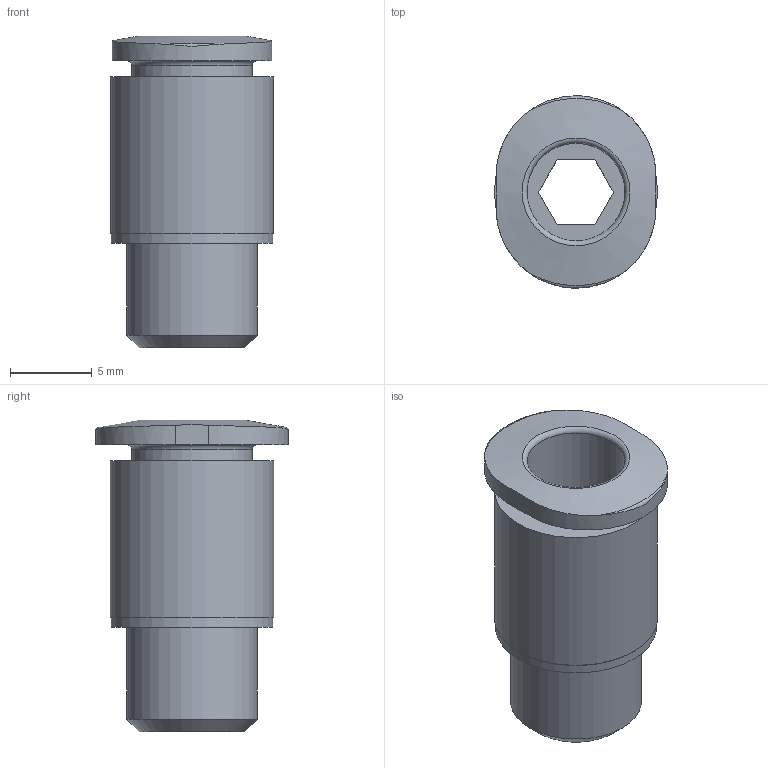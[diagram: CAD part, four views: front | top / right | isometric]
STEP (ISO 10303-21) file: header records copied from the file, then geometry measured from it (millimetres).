
FILE_DESCRIPTION(/* description */ ('STEP AP214'),/* implementation_level */ '2;1');
FILE_NAME(/* name */ '154434_QSMP-M8X1_25-6',/* time_stamp */ '2024-09-14T13:36:13+02:00',/* author */ ('License CC BY-ND 4.0'),/* organization */ ('CADENAS'),/* preprocessor_version */ 'ST-DEVELOPER v19.3',/* originating_system */ 'PARTsolutions',/* authorisation */ ' ');
FILE_SCHEMA (('AUTOMOTIVE_DESIGN {1 0 10303 214 3 1 1}'));
Length unit declared in the file: millimetre
Products named in the file (1): 154434 QSMP-M8X1.25-6
Bounding box: 10 x 11.8 x 19.1 mm (x, y, z)
Volume: 849.1 mm3; surface area: 1082.2 mm2
Topology: 1 solids, 1 shells, 28 faces, 65 edges, 43 vertices
Faces by surface type: plane 14, cylinder 7, torus 4, cone 3
Full cylindrical faces by diameter (mm): 6 x1, 7.4 x1, 8 x1, 9.9 x1, 10 x1
Entity records: 968 total; most frequent: CARTESIAN_POINT 175, DIRECTION 112, ORIENTED_EDGE 104, EDGE_CURVE 52, AXIS2_PLACEMENT_3D 47, EDGE_LOOP 44, FACE_BOUND 44, VERTEX_POINT 40
